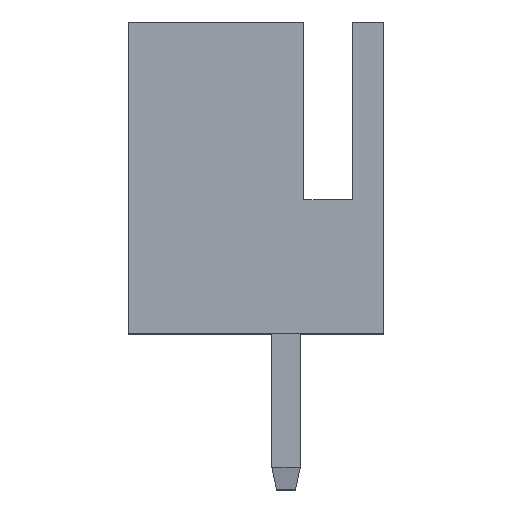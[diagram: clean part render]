
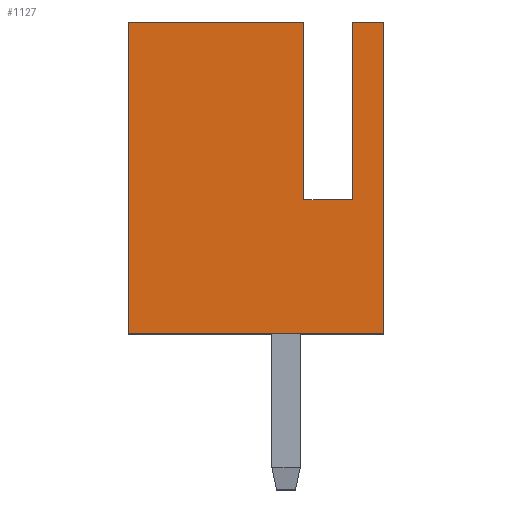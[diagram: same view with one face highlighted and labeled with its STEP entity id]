
A CAD part, top view. The second image highlights one B-rep face of the part: STEP entity #1127.
In plain terms, the highlighted planar face has unit normal (0, 0, 1).
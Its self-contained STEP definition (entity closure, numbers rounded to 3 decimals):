
#2 = FACE_OUTER_BOUND ( 'NONE', #3469, .T. ) ;
#116 = AXIS2_PLACEMENT_3D ( 'NONE', #4257, #1859, #4639 ) ;
#184 = VECTOR ( 'NONE', #3930, 1000. ) ;
#206 = ORIENTED_EDGE ( 'NONE', *, *, #763, .F. ) ;
#245 = DIRECTION ( 'NONE',  ( 0., -1., 0. ) ) ;
#263 = PLANE ( 'NONE',  #116 ) ;
#268 = VECTOR ( 'NONE', #4619, 1000. ) ;
#406 = LINE ( 'NONE', #5000, #1336 ) ;
#682 = CARTESIAN_POINT ( 'NONE',  ( 0.4, 3., 2.5 ) ) ;
#690 = CARTESIAN_POINT ( 'NONE',  ( -3.55, 7., 2.5 ) ) ;
#763 = EDGE_CURVE ( 'NONE', #3857, #4106, #3333, .T. ) ;
#861 = VERTEX_POINT ( 'NONE', #2277 ) ;
#1032 = CARTESIAN_POINT ( 'NONE',  ( -3.55, 0., 2.5 ) ) ;
#1050 = DIRECTION ( 'NONE',  ( -1., 0., 0. ) ) ;
#1127 = ADVANCED_FACE ( 'NONE', ( #2 ), #263, .F. ) ;
#1212 = ORIENTED_EDGE ( 'NONE', *, *, #4070, .F. ) ;
#1215 = CARTESIAN_POINT ( 'NONE',  ( 0.4, 7., 2.5 ) ) ;
#1284 = VERTEX_POINT ( 'NONE', #2134 ) ;
#1336 = VECTOR ( 'NONE', #245, 1000. ) ;
#1552 = EDGE_CURVE ( 'NONE', #4106, #4567, #2322, .T. ) ;
#1590 = CARTESIAN_POINT ( 'NONE',  ( 2.2, 7., 2.5 ) ) ;
#1659 = EDGE_CURVE ( 'NONE', #3871, #1284, #3128, .T. ) ;
#1663 = EDGE_CURVE ( 'NONE', #3871, #861, #2977, .T. ) ;
#1856 = VERTEX_POINT ( 'NONE', #2709 ) ;
#1859 = DIRECTION ( 'NONE',  ( 0., 0., -1. ) ) ;
#1936 = VECTOR ( 'NONE', #2396, 1000. ) ;
#1999 = DIRECTION ( 'NONE',  ( 0., -1., 0. ) ) ;
#2052 = LINE ( 'NONE', #4380, #4036 ) ;
#2134 = CARTESIAN_POINT ( 'NONE',  ( 1.5, 7., 2.5 ) ) ;
#2182 = ORIENTED_EDGE ( 'NONE', *, *, #4501, .F. ) ;
#2255 = CARTESIAN_POINT ( 'NONE',  ( -3.55, 7., 2.5 ) ) ;
#2261 = VECTOR ( 'NONE', #1050, 1000. ) ;
#2277 = CARTESIAN_POINT ( 'NONE',  ( 2.2, 0., 2.5 ) ) ;
#2322 = LINE ( 'NONE', #5085, #184 ) ;
#2396 = DIRECTION ( 'NONE',  ( -1., 0., 0. ) ) ;
#2709 = CARTESIAN_POINT ( 'NONE',  ( 1.5, 3., 2.5 ) ) ;
#2969 = VECTOR ( 'NONE', #3539, 1000. ) ;
#2977 = LINE ( 'NONE', #1590, #4964 ) ;
#3104 = CARTESIAN_POINT ( 'NONE',  ( 2.2, 7., 2.5 ) ) ;
#3128 = LINE ( 'NONE', #3582, #1936 ) ;
#3142 = CARTESIAN_POINT ( 'NONE',  ( 1.5, 7., 2.5 ) ) ;
#3333 = LINE ( 'NONE', #2255, #268 ) ;
#3390 = ORIENTED_EDGE ( 'NONE', *, *, #1659, .T. ) ;
#3442 = LINE ( 'NONE', #1032, #2261 ) ;
#3469 = EDGE_LOOP ( 'NONE', ( #4206, #206, #4817, #2182, #4918, #3390, #3721, #1212 ) ) ;
#3539 = DIRECTION ( 'NONE',  ( 0., 1., 0. ) ) ;
#3582 = CARTESIAN_POINT ( 'NONE',  ( -3.55, 7., 2.5 ) ) ;
#3641 = VERTEX_POINT ( 'NONE', #4323 ) ;
#3683 = EDGE_CURVE ( 'NONE', #1856, #1284, #5082, .T. ) ;
#3721 = ORIENTED_EDGE ( 'NONE', *, *, #3683, .F. ) ;
#3857 = VERTEX_POINT ( 'NONE', #690 ) ;
#3871 = VERTEX_POINT ( 'NONE', #3104 ) ;
#3930 = DIRECTION ( 'NONE',  ( 0., -1., 0. ) ) ;
#4036 = VECTOR ( 'NONE', #4762, 1000. ) ;
#4070 = EDGE_CURVE ( 'NONE', #4567, #1856, #2052, .T. ) ;
#4106 = VERTEX_POINT ( 'NONE', #1215 ) ;
#4206 = ORIENTED_EDGE ( 'NONE', *, *, #1552, .F. ) ;
#4257 = CARTESIAN_POINT ( 'NONE',  ( -3.55, 7., 2.5 ) ) ;
#4323 = CARTESIAN_POINT ( 'NONE',  ( -3.55, 0., 2.5 ) ) ;
#4380 = CARTESIAN_POINT ( 'NONE',  ( -3.55, 3., 2.5 ) ) ;
#4493 = EDGE_CURVE ( 'NONE', #3857, #3641, #406, .T. ) ;
#4501 = EDGE_CURVE ( 'NONE', #861, #3641, #3442, .T. ) ;
#4567 = VERTEX_POINT ( 'NONE', #682 ) ;
#4619 = DIRECTION ( 'NONE',  ( 1., 0., 0. ) ) ;
#4639 = DIRECTION ( 'NONE',  ( -1., 0., 0. ) ) ;
#4762 = DIRECTION ( 'NONE',  ( 1., 0., 0. ) ) ;
#4817 = ORIENTED_EDGE ( 'NONE', *, *, #4493, .T. ) ;
#4918 = ORIENTED_EDGE ( 'NONE', *, *, #1663, .F. ) ;
#4964 = VECTOR ( 'NONE', #1999, 1000. ) ;
#5000 = CARTESIAN_POINT ( 'NONE',  ( -3.55, 7., 2.5 ) ) ;
#5082 = LINE ( 'NONE', #3142, #2969 ) ;
#5085 = CARTESIAN_POINT ( 'NONE',  ( 0.4, 7., 2.5 ) ) ;
